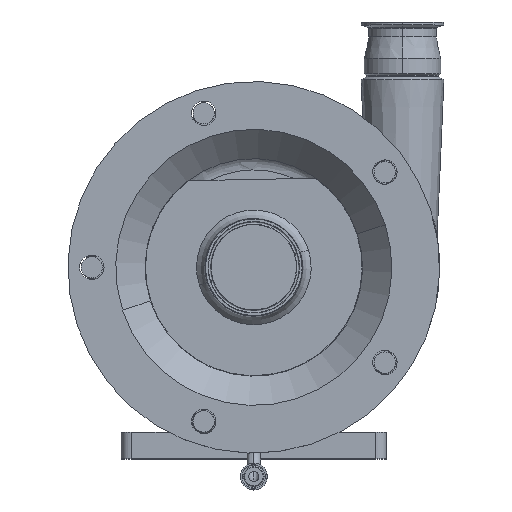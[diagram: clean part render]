
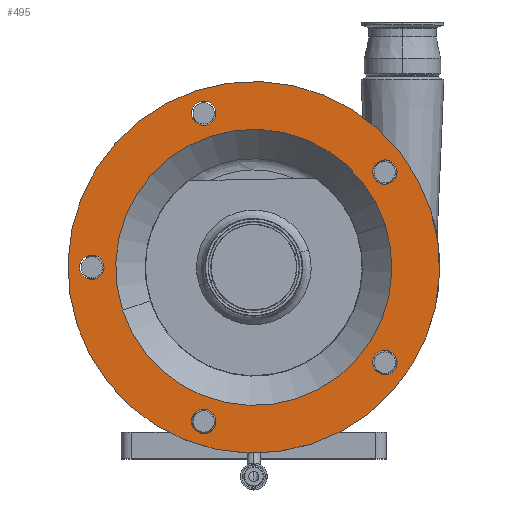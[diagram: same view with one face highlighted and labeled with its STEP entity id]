
A CAD part, top view. The second image highlights one B-rep face of the part: STEP entity #495.
In plain terms, the highlighted planar face has unit normal (0, 0, 1).
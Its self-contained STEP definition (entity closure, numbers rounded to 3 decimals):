
#244 = EDGE_CURVE ( 'NONE', #20858, #20631, #2397, .T. ) ;
#262 = EDGE_CURVE ( 'NONE', #20649, #20638, #14723, .T. ) ;
#353 = ORIENTED_EDGE ( 'NONE', *, *, #393, .F. ) ;
#356 = ORIENTED_EDGE ( 'NONE', *, *, #20960, .F. ) ;
#393 = EDGE_CURVE ( 'NONE', #20959, #20833, #3594, .T. ) ;
#471 = EDGE_CURVE ( 'NONE', #20564, #20510, #5472, .T. ) ;
#481 = ORIENTED_EDGE ( 'NONE', *, *, #20521, .F. ) ;
#482 = ORIENTED_EDGE ( 'NONE', *, *, #521, .F. ) ;
#495 = ADVANCED_FACE ( 'NONE', ( #1893, #1889, #1908, #1906, #1894, #1892, #1909 ), #1903, .F. ) ;
#496 = ORIENTED_EDGE ( 'NONE', *, *, #20508, .F. ) ;
#505 = ORIENTED_EDGE ( 'NONE', *, *, #518, .F. ) ;
#509 = EDGE_LOOP ( 'NONE', ( #541, #573 ) ) ;
#511 = EDGE_LOOP ( 'NONE', ( #505, #481 ) ) ;
#513 = ORIENTED_EDGE ( 'NONE', *, *, #574, .F. ) ;
#518 = EDGE_CURVE ( 'NONE', #20569, #20517, #2300, .T. ) ;
#520 = ORIENTED_EDGE ( 'NONE', *, *, #20645, .F. ) ;
#521 = EDGE_CURVE ( 'NONE', #20832, #20492, #2272, .T. ) ;
#529 = ORIENTED_EDGE ( 'NONE', *, *, #262, .T. ) ;
#530 = EDGE_LOOP ( 'NONE', ( #513, #533 ) ) ;
#533 = ORIENTED_EDGE ( 'NONE', *, *, #20519, .F. ) ;
#540 = EDGE_LOOP ( 'NONE', ( #353, #356 ) ) ;
#541 = ORIENTED_EDGE ( 'NONE', *, *, #244, .F. ) ;
#543 = ORIENTED_EDGE ( 'NONE', *, *, #21002, .T. ) ;
#562 = ORIENTED_EDGE ( 'NONE', *, *, #471, .F. ) ;
#568 = EDGE_LOOP ( 'NONE', ( #482, #520 ) ) ;
#570 = EDGE_LOOP ( 'NONE', ( #562, #496 ) ) ;
#572 = EDGE_LOOP ( 'NONE', ( #543, #529 ) ) ;
#573 = ORIENTED_EDGE ( 'NONE', *, *, #20629, .F. ) ;
#574 = EDGE_CURVE ( 'NONE', #20488, #20491, #2410, .T. ) ;
#1318 = DIRECTION ( 'NONE',  ( 0.951, 0.309, 0. ) ) ;
#1889 = FACE_BOUND ( 'NONE', #570, .T. ) ;
#1890 = DIRECTION ( 'NONE',  ( -0.951, -0.309, 0. ) ) ;
#1891 = DIRECTION ( 'NONE',  ( 0., 0., -1. ) ) ;
#1892 = FACE_OUTER_BOUND ( 'NONE', #572, .T. ) ;
#1893 = FACE_BOUND ( 'NONE', #511, .T. ) ;
#1894 = FACE_BOUND ( 'NONE', #509, .T. ) ;
#1900 = AXIS2_PLACEMENT_3D ( 'NONE', #1907, #1891, #1890 ) ;
#1903 = PLANE ( 'NONE',  #1900 ) ;
#1906 = FACE_BOUND ( 'NONE', #540, .T. ) ;
#1907 = CARTESIAN_POINT ( 'NONE',  ( -54.078, 166.435, 224.65 ) ) ;
#1908 = FACE_BOUND ( 'NONE', #568, .T. ) ;
#1909 = FACE_BOUND ( 'NONE', #530, .T. ) ;
#2272 = CIRCLE ( 'NONE', #2277, 11.5 ) ;
#2276 = DIRECTION ( 'NONE',  ( 0., 0., 1. ) ) ;
#2277 = AXIS2_PLACEMENT_3D ( 'NONE', #2298, #2276, #1318 ) ;
#2282 = DIRECTION ( 'NONE',  ( 0.951, 0.309, 0. ) ) ;
#2283 = DIRECTION ( 'NONE',  ( 0., 0., 1. ) ) ;
#2284 = CARTESIAN_POINT ( 'NONE',  ( -152.5, 0., 224.65 ) ) ;
#2285 = AXIS2_PLACEMENT_3D ( 'NONE', #2284, #2283, #2282 ) ;
#2298 = CARTESIAN_POINT ( 'NONE',  ( 123.375, -89.637, 224.65 ) ) ;
#2300 = CIRCLE ( 'NONE', #2285, 11.5 ) ;
#2359 = DIRECTION ( 'NONE',  ( 0., 0., 1. ) ) ;
#2364 = DIRECTION ( 'NONE',  ( 0.951, 0.309, 0. ) ) ;
#2370 = CARTESIAN_POINT ( 'NONE',  ( 0., 0., 224.65 ) ) ;
#2395 = DIRECTION ( 'NONE',  ( 0.951, 0.309, 0. ) ) ;
#2397 = CIRCLE ( 'NONE', #2439, 11.5 ) ;
#2406 = AXIS2_PLACEMENT_3D ( 'NONE', #2370, #2407, #2395 ) ;
#2407 = DIRECTION ( 'NONE',  ( 0., 0., 1. ) ) ;
#2410 = CIRCLE ( 'NONE', #2406, 130. ) ;
#2432 = CARTESIAN_POINT ( 'NONE',  ( -47.125, 145.036, 224.65 ) ) ;
#2439 = AXIS2_PLACEMENT_3D ( 'NONE', #2432, #2359, #2364 ) ;
#3594 = CIRCLE ( 'NONE', #3610, 11.5 ) ;
#3606 = CARTESIAN_POINT ( 'NONE',  ( 123.375, 89.637, 224.65 ) ) ;
#3609 = DIRECTION ( 'NONE',  ( 0., 0., 1. ) ) ;
#3610 = AXIS2_PLACEMENT_3D ( 'NONE', #3606, #3609, #3760 ) ;
#3760 = DIRECTION ( 'NONE',  ( 0.951, 0.309, 0. ) ) ;
#5396 = AXIS2_PLACEMENT_3D ( 'NONE', #5457, #5456, #5455 ) ;
#5455 = DIRECTION ( 'NONE',  ( 0.951, 0.309, 0. ) ) ;
#5456 = DIRECTION ( 'NONE',  ( 0., 0., 1. ) ) ;
#5457 = CARTESIAN_POINT ( 'NONE',  ( -47.125, -145.036, 224.65 ) ) ;
#5472 = CIRCLE ( 'NONE', #5396, 11.5 ) ;
#14718 = DIRECTION ( 'NONE',  ( 0.951, 0.309, 0. ) ) ;
#14719 = DIRECTION ( 'NONE',  ( 0., 0., 1. ) ) ;
#14720 = CARTESIAN_POINT ( 'NONE',  ( 0., 0., 224.65 ) ) ;
#14723 = CIRCLE ( 'NONE', #14725, 175. ) ;
#14725 = AXIS2_PLACEMENT_3D ( 'NONE', #14720, #14719, #14718 ) ;
#17140 = CIRCLE ( 'NONE', #17246, 130. ) ;
#17141 = CARTESIAN_POINT ( 'NONE',  ( -163.437, -3.554, 224.65 ) ) ;
#17142 = AXIS2_PLACEMENT_3D ( 'NONE', #17295, #17172, #17171 ) ;
#17149 = CARTESIAN_POINT ( 'NONE',  ( 112.438, -93.191, 224.65 ) ) ;
#17150 = CARTESIAN_POINT ( 'NONE',  ( -58.062, -148.59, 224.65 ) ) ;
#17158 = CARTESIAN_POINT ( 'NONE',  ( -141.563, 3.554, 224.65 ) ) ;
#17168 = DIRECTION ( 'NONE',  ( 0., 0., 1. ) ) ;
#17171 = DIRECTION ( 'NONE',  ( 0.951, 0.309, 0. ) ) ;
#17172 = DIRECTION ( 'NONE',  ( 0., 0., 1. ) ) ;
#17180 = CARTESIAN_POINT ( 'NONE',  ( 123.637, 40.172, 224.65 ) ) ;
#17196 = CARTESIAN_POINT ( 'NONE',  ( -36.188, -141.482, 224.65 ) ) ;
#17213 = DIRECTION ( 'NONE',  ( 0.951, 0.309, 0. ) ) ;
#17214 = DIRECTION ( 'NONE',  ( 0., 0., 1. ) ) ;
#17216 = DIRECTION ( 'NONE',  ( 0.951, 0.309, 0. ) ) ;
#17217 = CIRCLE ( 'NONE', #17142, 11.5 ) ;
#17221 = CARTESIAN_POINT ( 'NONE',  ( -123.637, -40.172, 224.65 ) ) ;
#17246 = AXIS2_PLACEMENT_3D ( 'NONE', #17292, #17168, #17216 ) ;
#17247 = AXIS2_PLACEMENT_3D ( 'NONE', #17256, #17214, #17213 ) ;
#17256 = CARTESIAN_POINT ( 'NONE',  ( -152.5, 0., 224.65 ) ) ;
#17264 = CARTESIAN_POINT ( 'NONE',  ( -58.062, 141.482, 224.65 ) ) ;
#17292 = CARTESIAN_POINT ( 'NONE',  ( 0., 0., 224.65 ) ) ;
#17293 = CIRCLE ( 'NONE', #17247, 11.5 ) ;
#17295 = CARTESIAN_POINT ( 'NONE',  ( -47.125, -145.036, 224.65 ) ) ;
#17382 = DIRECTION ( 'NONE',  ( 0.951, 0.309, 0. ) ) ;
#17383 = DIRECTION ( 'NONE',  ( 0., 0., 1. ) ) ;
#17384 = CARTESIAN_POINT ( 'NONE',  ( -47.125, 145.036, 224.65 ) ) ;
#17385 = AXIS2_PLACEMENT_3D ( 'NONE', #17384, #17383, #17382 ) ;
#17387 = CIRCLE ( 'NONE', #17385, 11.5 ) ;
#17449 = CARTESIAN_POINT ( 'NONE',  ( 112.438, 86.084, 224.65 ) ) ;
#17451 = CARTESIAN_POINT ( 'NONE',  ( -166.435, -54.078, 224.65 ) ) ;
#17473 = DIRECTION ( 'NONE',  ( 0., 0., 1. ) ) ;
#17477 = CIRCLE ( 'NONE', #17521, 11.5 ) ;
#17482 = CARTESIAN_POINT ( 'NONE',  ( 166.435, 54.078, 224.65 ) ) ;
#17492 = CARTESIAN_POINT ( 'NONE',  ( 134.312, -86.084, 224.65 ) ) ;
#17509 = CARTESIAN_POINT ( 'NONE',  ( -36.188, 148.59, 224.65 ) ) ;
#17521 = AXIS2_PLACEMENT_3D ( 'NONE', #17562, #17473, #17561 ) ;
#17561 = DIRECTION ( 'NONE',  ( 0.951, 0.309, 0. ) ) ;
#17562 = CARTESIAN_POINT ( 'NONE',  ( 123.375, -89.637, 224.65 ) ) ;
#17740 = DIRECTION ( 'NONE',  ( 0.951, 0.309, 0. ) ) ;
#17741 = DIRECTION ( 'NONE',  ( 0., 0., 1. ) ) ;
#17742 = AXIS2_PLACEMENT_3D ( 'NONE', #17810, #17741, #17740 ) ;
#17793 = DIRECTION ( 'NONE',  ( 0.951, 0.309, 0. ) ) ;
#17794 = DIRECTION ( 'NONE',  ( 0., 0., 1. ) ) ;
#17795 = CARTESIAN_POINT ( 'NONE',  ( 0., 0., 224.65 ) ) ;
#17796 = AXIS2_PLACEMENT_3D ( 'NONE', #17795, #17794, #17793 ) ;
#17808 = CIRCLE ( 'NONE', #17742, 11.5 ) ;
#17810 = CARTESIAN_POINT ( 'NONE',  ( 123.375, 89.637, 224.65 ) ) ;
#17846 = CIRCLE ( 'NONE', #17796, 175. ) ;
#17916 = CARTESIAN_POINT ( 'NONE',  ( 134.312, 93.191, 224.65 ) ) ;
#20488 = VERTEX_POINT ( 'NONE', #17180 ) ;
#20491 = VERTEX_POINT ( 'NONE', #17221 ) ;
#20492 = VERTEX_POINT ( 'NONE', #17149 ) ;
#20508 = EDGE_CURVE ( 'NONE', #20510, #20564, #17217, .T. ) ;
#20510 = VERTEX_POINT ( 'NONE', #17150 ) ;
#20517 = VERTEX_POINT ( 'NONE', #17141 ) ;
#20519 = EDGE_CURVE ( 'NONE', #20491, #20488, #17140, .T. ) ;
#20521 = EDGE_CURVE ( 'NONE', #20517, #20569, #17293, .T. ) ;
#20564 = VERTEX_POINT ( 'NONE', #17196 ) ;
#20569 = VERTEX_POINT ( 'NONE', #17158 ) ;
#20629 = EDGE_CURVE ( 'NONE', #20631, #20858, #17387, .T. ) ;
#20631 = VERTEX_POINT ( 'NONE', #17264 ) ;
#20638 = VERTEX_POINT ( 'NONE', #17482 ) ;
#20645 = EDGE_CURVE ( 'NONE', #20492, #20832, #17477, .T. ) ;
#20649 = VERTEX_POINT ( 'NONE', #17451 ) ;
#20832 = VERTEX_POINT ( 'NONE', #17492 ) ;
#20833 = VERTEX_POINT ( 'NONE', #17449 ) ;
#20858 = VERTEX_POINT ( 'NONE', #17509 ) ;
#20959 = VERTEX_POINT ( 'NONE', #17916 ) ;
#20960 = EDGE_CURVE ( 'NONE', #20833, #20959, #17808, .T. ) ;
#21002 = EDGE_CURVE ( 'NONE', #20638, #20649, #17846, .T. ) ;
